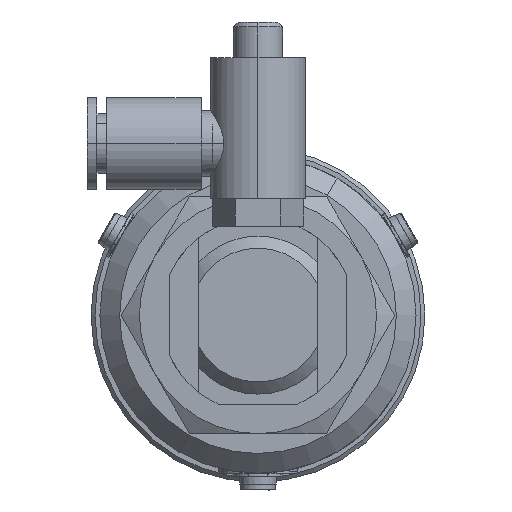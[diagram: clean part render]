
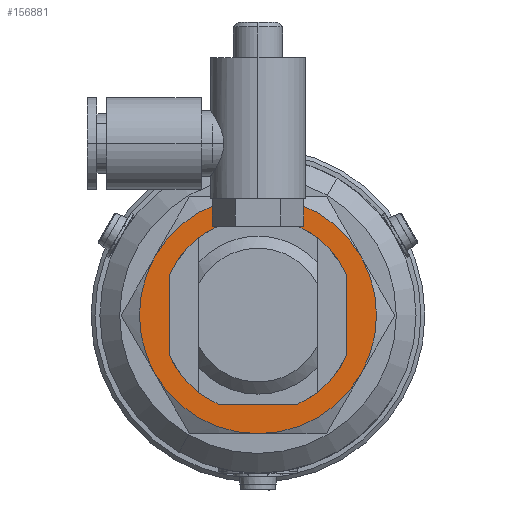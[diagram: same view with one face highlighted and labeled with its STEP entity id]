
A CAD part, front view. The second image highlights one B-rep face of the part: STEP entity #156881.
In plain terms, the highlighted face is planar.
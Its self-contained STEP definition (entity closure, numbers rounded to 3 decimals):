
#915 = ORIENTED_EDGE ( 'NONE', *, *, #75023, .F. ) ;
#1560 = CIRCLE ( 'NONE', #142018, 12. ) ;
#3638 = CARTESIAN_POINT ( 'NONE',  ( 0., 0., -8. ) ) ;
#4403 = DIRECTION ( 'NONE',  ( -1., 0., 0. ) ) ;
#4520 = DIRECTION ( 'NONE',  ( -1., 0., 0. ) ) ;
#5613 = CARTESIAN_POINT ( 'NONE',  ( 0., 0., -8. ) ) ;
#6087 = CARTESIAN_POINT ( 'NONE',  ( 12., 0., -8. ) ) ;
#7635 = CARTESIAN_POINT ( 'NONE',  ( -12., 0., -8. ) ) ;
#9773 = AXIS2_PLACEMENT_3D ( 'NONE', #59964, #33912, #152257 ) ;
#11087 = EDGE_CURVE ( 'NONE', #67668, #37326, #82755, .T. ) ;
#12287 = AXIS2_PLACEMENT_3D ( 'NONE', #150547, #111009, #4403 ) ;
#15744 = VERTEX_POINT ( 'NONE', #108443 ) ;
#16908 = DIRECTION ( 'NONE',  ( -1., 0., 0. ) ) ;
#20052 = DIRECTION ( 'NONE',  ( 0., 0., 1. ) ) ;
#21592 = CARTESIAN_POINT ( 'NONE',  ( 0., 0., -8. ) ) ;
#27924 = DIRECTION ( 'NONE',  ( 0., 0., 1. ) ) ;
#31697 = ORIENTED_EDGE ( 'NONE', *, *, #11087, .F. ) ;
#31748 = DIRECTION ( 'NONE',  ( 0., 0., 1. ) ) ;
#32819 = CARTESIAN_POINT ( 'NONE',  ( 6., -10.392, -8. ) ) ;
#33912 = DIRECTION ( 'NONE',  ( 0., 0., 1. ) ) ;
#37326 = VERTEX_POINT ( 'NONE', #6087 ) ;
#45968 = CARTESIAN_POINT ( 'NONE',  ( -6., 10.392, -8. ) ) ;
#48227 = DIRECTION ( 'NONE',  ( -1., 0., 0. ) ) ;
#48732 = DIRECTION ( 'NONE',  ( -1., 0., 0. ) ) ;
#50431 = AXIS2_PLACEMENT_3D ( 'NONE', #21592, #62066, #48227 ) ;
#54253 = PLANE ( 'NONE',  #12287 ) ;
#56121 = CIRCLE ( 'NONE', #133506, 12. ) ;
#59964 = CARTESIAN_POINT ( 'NONE',  ( 0., 0., -8. ) ) ;
#60249 = AXIS2_PLACEMENT_3D ( 'NONE', #73405, #140808, #86760 ) ;
#62066 = DIRECTION ( 'NONE',  ( 0., 0., 1. ) ) ;
#64280 = EDGE_CURVE ( 'NONE', #142682, #15744, #56121, .T. ) ;
#65585 = FACE_BOUND ( 'NONE', #122005, .T. ) ;
#66206 = ORIENTED_EDGE ( 'NONE', *, *, #86981, .T. ) ;
#66277 = CARTESIAN_POINT ( 'NONE',  ( 6., 10.392, -8. ) ) ;
#67668 = VERTEX_POINT ( 'NONE', #32819 ) ;
#73405 = CARTESIAN_POINT ( 'NONE',  ( 0., 0., -8. ) ) ;
#73869 = VERTEX_POINT ( 'NONE', #45968 ) ;
#75023 = EDGE_CURVE ( 'NONE', #15744, #67668, #169014, .T. ) ;
#78367 = VERTEX_POINT ( 'NONE', #66277 ) ;
#80027 = CARTESIAN_POINT ( 'NONE',  ( 0., 0., -8. ) ) ;
#82755 = CIRCLE ( 'NONE', #9773, 12. ) ;
#83883 = CARTESIAN_POINT ( 'NONE',  ( 0., 0., -8. ) ) ;
#86760 = DIRECTION ( 'NONE',  ( -1., 0., 0. ) ) ;
#86981 = EDGE_CURVE ( 'NONE', #118483, #137699, #146762, .T. ) ;
#89140 = ORIENTED_EDGE ( 'NONE', *, *, #110158, .F. ) ;
#96449 = CIRCLE ( 'NONE', #50431, 12. ) ;
#100276 = AXIS2_PLACEMENT_3D ( 'NONE', #80027, #27924, #133537 ) ;
#104080 = EDGE_LOOP ( 'NONE', ( #161108, #163612, #110578, #89140, #31697, #915 ) ) ;
#106076 = CIRCLE ( 'NONE', #116020, 12. ) ;
#108443 = CARTESIAN_POINT ( 'NONE',  ( -6., -10.392, -8. ) ) ;
#110158 = EDGE_CURVE ( 'NONE', #37326, #78367, #1560, .T. ) ;
#110578 = ORIENTED_EDGE ( 'NONE', *, *, #131182, .F. ) ;
#111009 = DIRECTION ( 'NONE',  ( 0., 0., -1. ) ) ;
#111390 = DIRECTION ( 'NONE',  ( 0., 0., 1. ) ) ;
#111659 = DIRECTION ( 'NONE',  ( 1., 0., 0. ) ) ;
#111695 = FACE_OUTER_BOUND ( 'NONE', #104080, .T. ) ;
#113412 = EDGE_CURVE ( 'NONE', #73869, #142682, #96449, .T. ) ;
#116020 = AXIS2_PLACEMENT_3D ( 'NONE', #83883, #31748, #4520 ) ;
#118483 = VERTEX_POINT ( 'NONE', #155715 ) ;
#119869 = ORIENTED_EDGE ( 'NONE', *, *, #138741, .T. ) ;
#122005 = EDGE_LOOP ( 'NONE', ( #119869, #66206 ) ) ;
#129935 = CARTESIAN_POINT ( 'NONE',  ( 0., 0., -8. ) ) ;
#131182 = EDGE_CURVE ( 'NONE', #78367, #73869, #106076, .T. ) ;
#133506 = AXIS2_PLACEMENT_3D ( 'NONE', #129935, #141044, #48732 ) ;
#133537 = DIRECTION ( 'NONE',  ( -1., 0., 0. ) ) ;
#135674 = AXIS2_PLACEMENT_3D ( 'NONE', #3638, #111390, #16908 ) ;
#137699 = VERTEX_POINT ( 'NONE', #145834 ) ;
#138741 = EDGE_CURVE ( 'NONE', #137699, #118483, #142503, .T. ) ;
#140808 = DIRECTION ( 'NONE',  ( 0., 0., 1. ) ) ;
#141044 = DIRECTION ( 'NONE',  ( 0., 0., 1. ) ) ;
#142018 = AXIS2_PLACEMENT_3D ( 'NONE', #5613, #20052, #111659 ) ;
#142503 = CIRCLE ( 'NONE', #135674, 8. ) ;
#142682 = VERTEX_POINT ( 'NONE', #7635 ) ;
#145834 = CARTESIAN_POINT ( 'NONE',  ( 8., 0., -8. ) ) ;
#146762 = CIRCLE ( 'NONE', #100276, 8. ) ;
#150547 = CARTESIAN_POINT ( 'NONE',  ( 0., 13.856, -8. ) ) ;
#152257 = DIRECTION ( 'NONE',  ( -1., 0., 0. ) ) ;
#155715 = CARTESIAN_POINT ( 'NONE',  ( -8., 0., -8. ) ) ;
#156881 = ADVANCED_FACE ( 'NONE', ( #111695, #65585 ), #54253, .T. ) ;
#161108 = ORIENTED_EDGE ( 'NONE', *, *, #64280, .F. ) ;
#163612 = ORIENTED_EDGE ( 'NONE', *, *, #113412, .F. ) ;
#169014 = CIRCLE ( 'NONE', #60249, 12. ) ;
